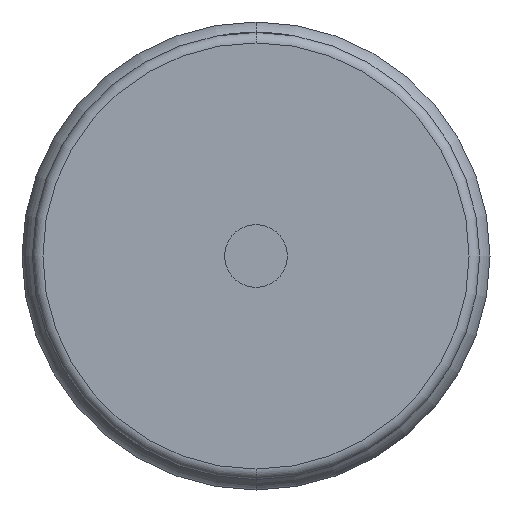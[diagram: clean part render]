
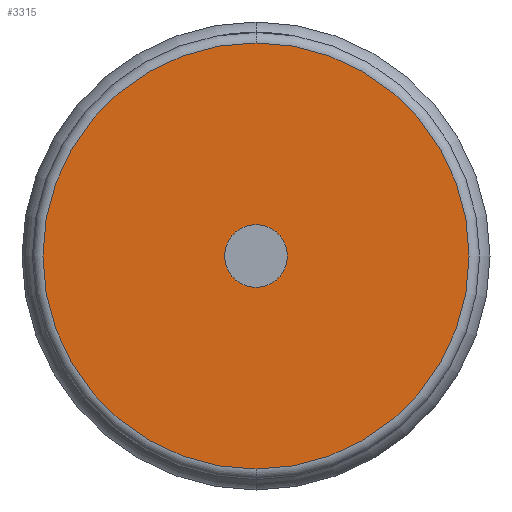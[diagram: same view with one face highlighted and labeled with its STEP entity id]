
A CAD part, front view. The second image highlights one B-rep face of the part: STEP entity #3315.
In plain terms, the highlighted planar face has unit normal (0, -1, 0).
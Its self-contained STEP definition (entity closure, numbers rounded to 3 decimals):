
#27 = VERTEX_POINT ( 'NONE', #1920 ) ;
#149 = CARTESIAN_POINT ( 'NONE',  ( 0., 0., 0. ) ) ;
#253 = VERTEX_POINT ( 'NONE', #1203 ) ;
#680 = AXIS2_PLACEMENT_3D ( 'NONE', #4784, #6301, #2155 ) ;
#1152 = ORIENTED_EDGE ( 'NONE', *, *, #5096, .F. ) ;
#1203 = CARTESIAN_POINT ( 'NONE',  ( 0., 0., -6. ) ) ;
#1523 = DIRECTION ( 'NONE',  ( 0., 1., 0. ) ) ;
#1920 = CARTESIAN_POINT ( 'NONE',  ( 0., 0., 40.75 ) ) ;
#1983 = DIRECTION ( 'NONE',  ( 0., 0., 1. ) ) ;
#2025 = VERTEX_POINT ( 'NONE', #5587 ) ;
#2155 = DIRECTION ( 'NONE',  ( 0., 0., 1. ) ) ;
#2264 = FACE_OUTER_BOUND ( 'NONE', #5361, .T. ) ;
#2516 = DIRECTION ( 'NONE',  ( 0., 0., 1. ) ) ;
#2582 = ORIENTED_EDGE ( 'NONE', *, *, #3907, .T. ) ;
#2678 = DIRECTION ( 'NONE',  ( 0., -1., 0. ) ) ;
#2705 = AXIS2_PLACEMENT_3D ( 'NONE', #4135, #5149, #4692 ) ;
#2802 = AXIS2_PLACEMENT_3D ( 'NONE', #6146, #3068, #1983 ) ;
#2861 = EDGE_LOOP ( 'NONE', ( #5873, #1152 ) ) ;
#2924 = CIRCLE ( 'NONE', #680, 6. ) ;
#3068 = DIRECTION ( 'NONE',  ( 0., -1., 0. ) ) ;
#3315 = ADVANCED_FACE ( 'NONE', ( #2264, #6357 ), #5545, .F. ) ;
#3513 = CIRCLE ( 'NONE', #2705, 6. ) ;
#3907 = EDGE_CURVE ( 'NONE', #2025, #27, #6515, .T. ) ;
#4108 = CARTESIAN_POINT ( 'NONE',  ( 0., 0., 0. ) ) ;
#4135 = CARTESIAN_POINT ( 'NONE',  ( 0., 0., 0. ) ) ;
#4557 = ORIENTED_EDGE ( 'NONE', *, *, #6367, .T. ) ;
#4692 = DIRECTION ( 'NONE',  ( 0., 0., 1. ) ) ;
#4784 = CARTESIAN_POINT ( 'NONE',  ( 0., 0., 0. ) ) ;
#5096 = EDGE_CURVE ( 'NONE', #253, #5554, #3513, .T. ) ;
#5149 = DIRECTION ( 'NONE',  ( 0., -1., 0. ) ) ;
#5159 = EDGE_CURVE ( 'NONE', #5554, #253, #2924, .T. ) ;
#5361 = EDGE_LOOP ( 'NONE', ( #4557, #2582 ) ) ;
#5545 = PLANE ( 'NONE',  #5805 ) ;
#5548 = AXIS2_PLACEMENT_3D ( 'NONE', #149, #2678, #5758 ) ;
#5554 = VERTEX_POINT ( 'NONE', #6149 ) ;
#5587 = CARTESIAN_POINT ( 'NONE',  ( 0., 0., -40.75 ) ) ;
#5720 = CIRCLE ( 'NONE', #5548, 40.75 ) ;
#5758 = DIRECTION ( 'NONE',  ( 0., 0., 1. ) ) ;
#5805 = AXIS2_PLACEMENT_3D ( 'NONE', #4108, #1523, #2516 ) ;
#5873 = ORIENTED_EDGE ( 'NONE', *, *, #5159, .F. ) ;
#6146 = CARTESIAN_POINT ( 'NONE',  ( 0., 0., 0. ) ) ;
#6149 = CARTESIAN_POINT ( 'NONE',  ( 0., 0., 6. ) ) ;
#6301 = DIRECTION ( 'NONE',  ( 0., -1., 0. ) ) ;
#6357 = FACE_BOUND ( 'NONE', #2861, .T. ) ;
#6367 = EDGE_CURVE ( 'NONE', #27, #2025, #5720, .T. ) ;
#6515 = CIRCLE ( 'NONE', #2802, 40.75 ) ;
